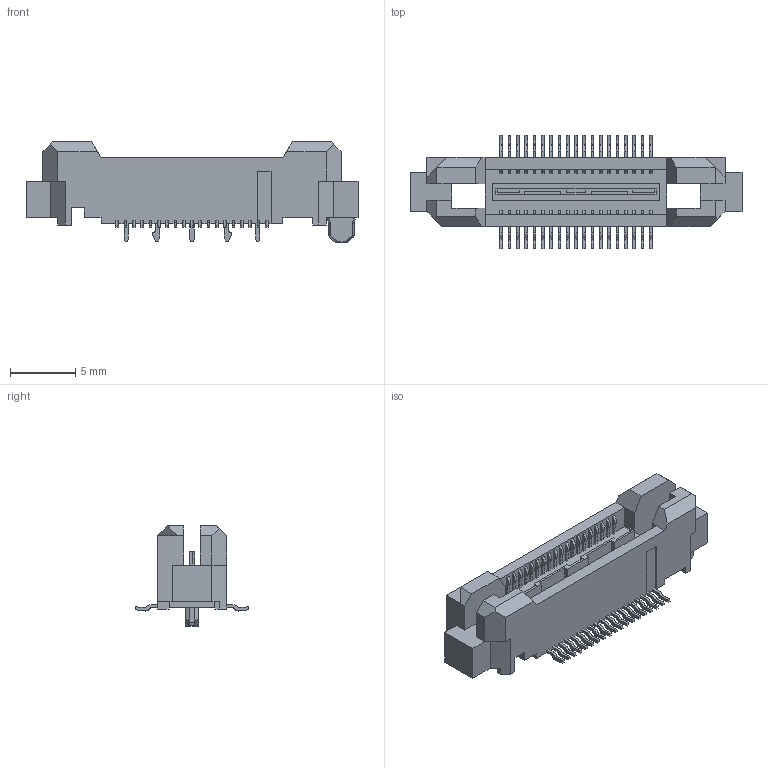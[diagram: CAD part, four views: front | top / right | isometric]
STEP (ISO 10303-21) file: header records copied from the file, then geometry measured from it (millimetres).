
FILE_DESCRIPTION((''),'2;1');
FILE_NAME('C-5767007-8','2019-06-07T02:33:41',('workeradm'),('TE Connectivity Ltd.'),'CREO PARAMETRIC BY PTC INC, 2018190','CREO PARAMETRIC BY PTC INC, 2018190','');
FILE_SCHEMA(('AUTOMOTIVE_DESIGN { 1 0 10303 214 1 1 1 1 }'));
Length unit declared in the file: millimetre
Products named in the file (1): C-5767007-8
Bounding box: 25.4 x 8.71 x 7.7 mm (x, y, z)
Volume: 477.1 mm3; surface area: 937 mm2
Topology: 2 solids, 2 shells, 819 faces, 2414 edges, 1603 vertices
Faces by surface type: plane 454, cylinder 361, cone 4
Entity records: 27494 total; most frequent: CARTESIAN_POINT 4890, ORIENTED_EDGE 4828, DIRECTION 4774, EDGE_CURVE 2414, VECTOR 1680, LINE 1680, VERTEX_POINT 1603, AXIS2_PLACEMENT_3D 1547
